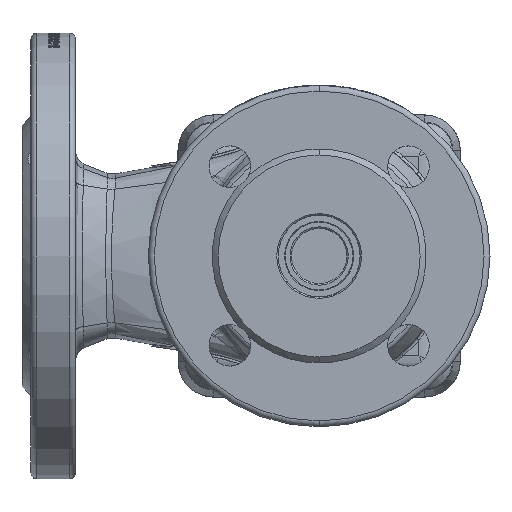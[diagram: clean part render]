
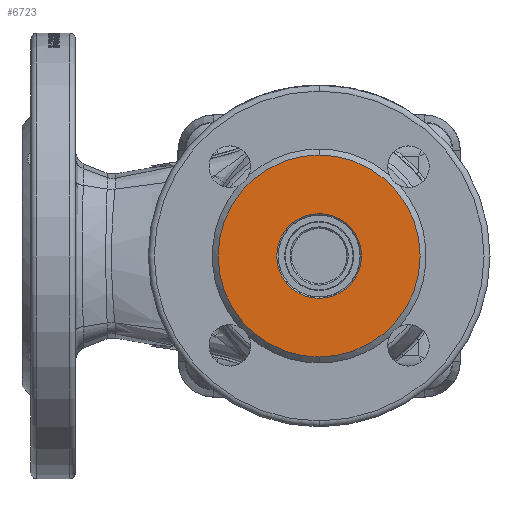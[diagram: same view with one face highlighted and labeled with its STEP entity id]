
A CAD part, front view. The second image highlights one B-rep face of the part: STEP entity #6723.
In plain terms, the highlighted planar face has unit normal (0, -1, 0).
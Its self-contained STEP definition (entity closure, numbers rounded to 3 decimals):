
#167 = CARTESIAN_POINT ( 'NONE',  ( 0., -105., -14.25 ) ) ;
#6723 = ADVANCED_FACE ( 'NONE', ( #25006, #35163 ), #77279, .T. ) ;
#9664 = DIRECTION ( 'NONE',  ( 0., 1., 0. ) ) ;
#10516 = VERTEX_POINT ( 'NONE', #94035 ) ;
#14018 = VERTEX_POINT ( 'NONE', #167 ) ;
#18520 = EDGE_CURVE ( 'NONE', #90246, #14018, #44478, .T. ) ;
#22844 = DIRECTION ( 'NONE',  ( 0., 0., -1. ) ) ;
#24026 = ORIENTED_EDGE ( 'NONE', *, *, #92557, .F. ) ;
#24471 = CIRCLE ( 'NONE', #61404, 34. ) ;
#25006 = FACE_BOUND ( 'NONE', #140802, .T. ) ;
#27975 = CARTESIAN_POINT ( 'NONE',  ( 0., -105., -34. ) ) ;
#28264 = DIRECTION ( 'NONE',  ( 0., 1., 0. ) ) ;
#29736 = EDGE_CURVE ( 'NONE', #14018, #90246, #137317, .T. ) ;
#29762 = AXIS2_PLACEMENT_3D ( 'NONE', #77965, #133081, #22844 ) ;
#35163 = FACE_OUTER_BOUND ( 'NONE', #57847, .T. ) ;
#43283 = ORIENTED_EDGE ( 'NONE', *, *, #29736, .T. ) ;
#44478 = CIRCLE ( 'NONE', #125612, 14.25 ) ;
#56651 = AXIS2_PLACEMENT_3D ( 'NONE', #78093, #79545, #70110 ) ;
#57847 = EDGE_LOOP ( 'NONE', ( #24026, #115781 ) ) ;
#61404 = AXIS2_PLACEMENT_3D ( 'NONE', #72503, #28264, #116743 ) ;
#70110 = DIRECTION ( 'NONE',  ( 0., 0., 1. ) ) ;
#72503 = CARTESIAN_POINT ( 'NONE',  ( 0., -105., 0. ) ) ;
#77279 = PLANE ( 'NONE',  #29762 ) ;
#77965 = CARTESIAN_POINT ( 'NONE',  ( 0., -105., 0. ) ) ;
#78093 = CARTESIAN_POINT ( 'NONE',  ( 0., -105., 0. ) ) ;
#79545 = DIRECTION ( 'NONE',  ( 0., 1., 0. ) ) ;
#86725 = DIRECTION ( 'NONE',  ( 0., 0., 1. ) ) ;
#90246 = VERTEX_POINT ( 'NONE', #101189 ) ;
#92557 = EDGE_CURVE ( 'NONE', #10516, #130489, #24471, .T. ) ;
#94035 = CARTESIAN_POINT ( 'NONE',  ( 0., -105., 34. ) ) ;
#101189 = CARTESIAN_POINT ( 'NONE',  ( 0., -105., 14.25 ) ) ;
#108497 = DIRECTION ( 'NONE',  ( 0., 1., 0. ) ) ;
#109020 = CARTESIAN_POINT ( 'NONE',  ( 0., -105., 0. ) ) ;
#109226 = CARTESIAN_POINT ( 'NONE',  ( 0., -105., 0. ) ) ;
#115746 = ORIENTED_EDGE ( 'NONE', *, *, #18520, .T. ) ;
#115781 = ORIENTED_EDGE ( 'NONE', *, *, #118069, .F. ) ;
#116743 = DIRECTION ( 'NONE',  ( 0., 0., 1. ) ) ;
#118069 = EDGE_CURVE ( 'NONE', #130489, #10516, #140067, .T. ) ;
#118827 = AXIS2_PLACEMENT_3D ( 'NONE', #109020, #9664, #121290 ) ;
#121290 = DIRECTION ( 'NONE',  ( 0., 0., 1. ) ) ;
#125612 = AXIS2_PLACEMENT_3D ( 'NONE', #109226, #108497, #86725 ) ;
#130489 = VERTEX_POINT ( 'NONE', #27975 ) ;
#133081 = DIRECTION ( 'NONE',  ( 0., -1., 0. ) ) ;
#137317 = CIRCLE ( 'NONE', #118827, 14.25 ) ;
#140067 = CIRCLE ( 'NONE', #56651, 34. ) ;
#140802 = EDGE_LOOP ( 'NONE', ( #115746, #43283 ) ) ;
